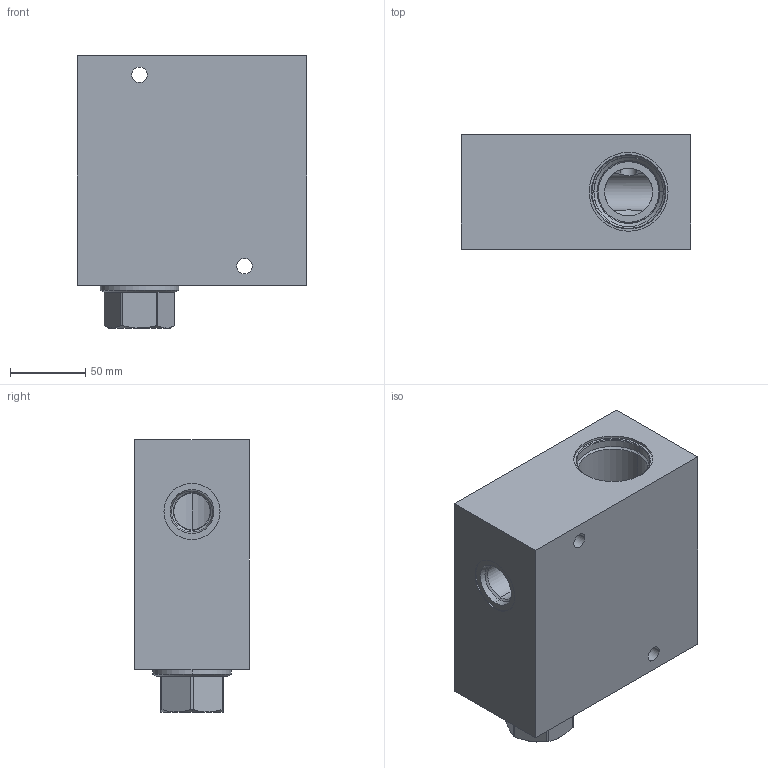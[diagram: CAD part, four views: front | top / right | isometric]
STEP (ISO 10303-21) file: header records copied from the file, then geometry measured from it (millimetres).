
FILE_DESCRIPTION((''),'2;1');
FILE_NAME('LNL_ASM','2021-01-18T',('ProEService'),(''),'PRO/ENGINEER BY PARAMETRIC TECHNOLOGY CORPORATION, 2014200','PRO/ENGINEER BY PARAMETRIC TECHNOLOGY CORPORATION, 2014200','');
FILE_SCHEMA(('CONFIG_CONTROL_DESIGN'));
Length unit declared in the file: inch
Products named in the file (3): 151-922-004; CXJAXAN; LNL_ASM
Assembly tree (2 placements, depth 2):
  LNL_ASM
    151-922-004
    CXJAXAN
Bounding box: 152.4 x 76.2 x 180.97 mm (x, y, z)
Volume: 1530140.7 mm3; surface area: 156051.3 mm2
Topology: 4 solids, 4 shells, 190 faces, 588 edges, 481 vertices
Faces by surface type: cylinder 77, cone 49, plane 37, torus 19, revolution 8
Entity records: 7495 total; most frequent: CARTESIAN_POINT 2231, DIRECTION 1156, ORIENTED_EDGE 840, EDGE_CURVE 420, AXIS2_PLACEMENT_3D 418, VECTOR 312, LINE 312, VERTEX_POINT 247
